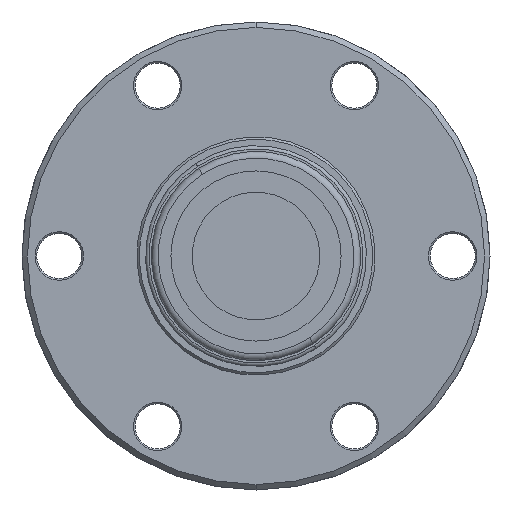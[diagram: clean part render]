
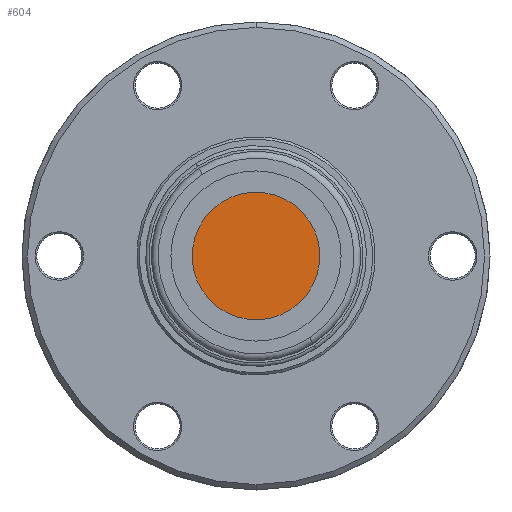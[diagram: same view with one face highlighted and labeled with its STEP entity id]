
A CAD part, front view. The second image highlights one B-rep face of the part: STEP entity #604.
In plain terms, the highlighted planar face has unit normal (0, -1, 0).
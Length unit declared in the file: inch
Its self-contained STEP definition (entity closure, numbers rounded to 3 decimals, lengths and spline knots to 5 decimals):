
#268 = CIRCLE ( 'NONE', #772, 0.375 ) ;
#315 = PLANE ( 'NONE',  #850 ) ;
#332 = DIRECTION ( 'NONE',  ( -0.547, 0., 0.837 ) ) ;
#342 = VERTEX_POINT ( 'NONE', #2097 ) ;
#544 = EDGE_LOOP ( 'NONE', ( #2513, #2328 ) ) ;
#604 = ADVANCED_FACE ( 'NONE', ( #2521 ), #315, .T. ) ;
#613 = DIRECTION ( 'NONE',  ( -0.547, 0., 0.837 ) ) ;
#671 = VERTEX_POINT ( 'NONE', #1653 ) ;
#772 = AXIS2_PLACEMENT_3D ( 'NONE', #1399, #2699, #1719 ) ;
#850 = AXIS2_PLACEMENT_3D ( 'NONE', #3040, #1082, #332 ) ;
#1045 = AXIS2_PLACEMENT_3D ( 'NONE', #2469, #1788, #613 ) ;
#1074 = EDGE_CURVE ( 'NONE', #342, #671, #2205, .T. ) ;
#1082 = DIRECTION ( 'NONE',  ( 0., -1., 0. ) ) ;
#1399 = CARTESIAN_POINT ( 'NONE',  ( 0., -3.81675, 0. ) ) ;
#1653 = CARTESIAN_POINT ( 'NONE',  ( 0.2051, -3.81675, -0.31394 ) ) ;
#1719 = DIRECTION ( 'NONE',  ( -0.547, 0., 0.837 ) ) ;
#1788 = DIRECTION ( 'NONE',  ( 0., -1., 0. ) ) ;
#2097 = CARTESIAN_POINT ( 'NONE',  ( -0.2051, -3.81675, 0.31394 ) ) ;
#2205 = CIRCLE ( 'NONE', #1045, 0.375 ) ;
#2328 = ORIENTED_EDGE ( 'NONE', *, *, #2812, .T. ) ;
#2469 = CARTESIAN_POINT ( 'NONE',  ( 0., -3.81675, 0. ) ) ;
#2513 = ORIENTED_EDGE ( 'NONE', *, *, #1074, .T. ) ;
#2521 = FACE_OUTER_BOUND ( 'NONE', #544, .T. ) ;
#2699 = DIRECTION ( 'NONE',  ( 0., -1., 0. ) ) ;
#2812 = EDGE_CURVE ( 'NONE', #671, #342, #268, .T. ) ;
#3040 = CARTESIAN_POINT ( 'NONE',  ( 0.31394, -3.81675, 0.2051 ) ) ;
